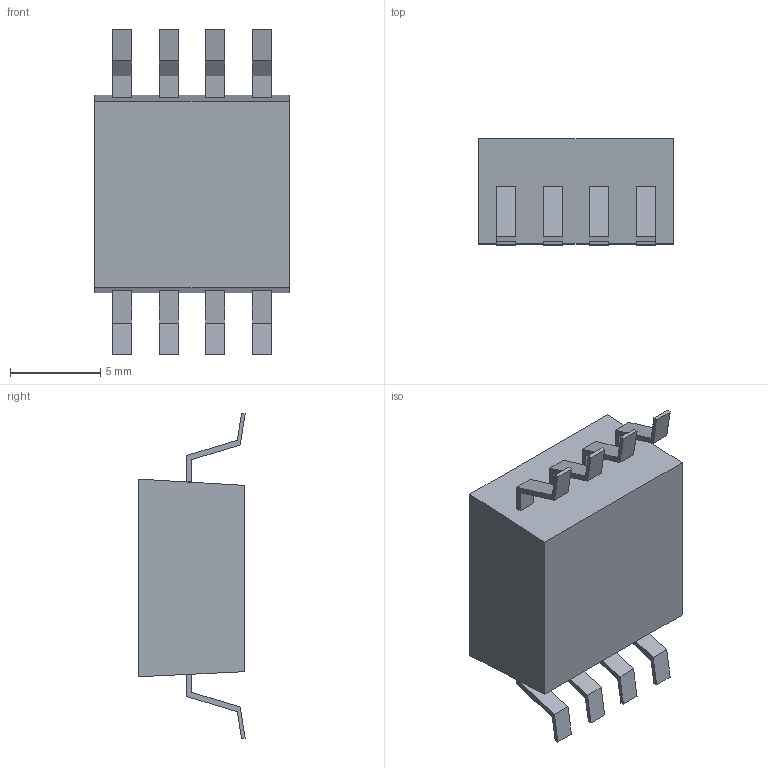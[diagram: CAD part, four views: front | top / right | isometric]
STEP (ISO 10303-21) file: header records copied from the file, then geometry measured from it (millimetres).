
FILE_DESCRIPTION (( 'STEP AP203' ), '1' );
FILE_NAME ('UNIBODY_SMT.STEP', '2011-02-20T16:14:30', ( 'no name' ), ( 'no organization' ), 'SwSTEP 2.0', 'SolidWorks 2008', '' );
FILE_SCHEMA (( 'CONFIG_CONTROL_DESIGN' ));
Length unit declared in the file: inch
Products named in the file (1): UNIBODY_SMT
Bounding box: 10.79 x 5.9 x 18.07 mm (x, y, z)
Volume: 684.5 mm3; surface area: 604.8 mm2
Topology: 5 solids, 5 shells, 82 faces, 204 edges, 136 vertices
Faces by surface type: plane 82
Entity records: 2459 total; most frequent: CARTESIAN_POINT 423, ORIENTED_EDGE 408, DIRECTION 370, EDGE_CURVE 204, VECTOR 204, LINE 204, VERTEX_POINT 136, EDGE_LOOP 86
